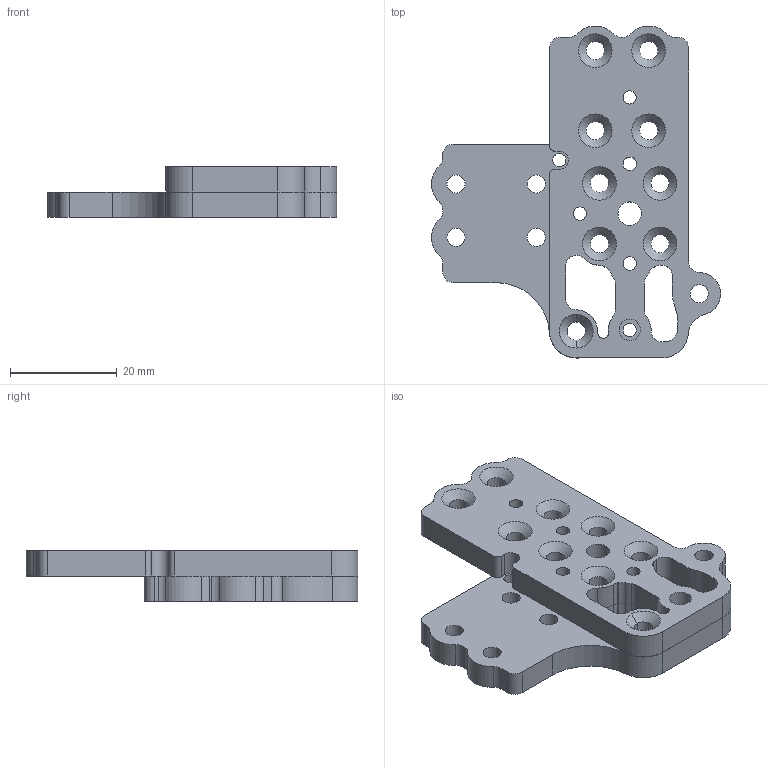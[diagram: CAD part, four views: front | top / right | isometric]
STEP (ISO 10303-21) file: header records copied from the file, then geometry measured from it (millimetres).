
FILE_DESCRIPTION(/* description */ (''),/* implementation_level */ '2;1');
FILE_NAME(/* name */ 'Plateburn_core_MGN9C.step',/* time_stamp */ '2024-04-25T18:57:34-05:00',/* author */ (''),/* organization */ (''),/* preprocessor_version */ 'ST-DEVELOPER v20',/* originating_system */ 'Autodesk Translation Framework v12.20.1.177',/* authorisation */ '');
FILE_SCHEMA (('AUTOMOTIVE_DESIGN { 1 0 10303 214 3 1 1 }'));
Length unit declared in the file: millimetre
Products named in the file (3): core; top plate; bottom plate
Assembly tree (2 placements, depth 2):
  core
    top plate
    bottom plate
Bounding box: 54.1 x 62.1 x 9.5 mm (x, y, z)
Volume: 12229.5 mm3; surface area: 9116.2 mm2
Topology: 2 solids, 2 shells, 163 faces, 460 edges, 301 vertices
Faces by surface type: cylinder 116, plane 30, cone 17
Full cylindrical faces by diameter (mm): 2.5 x6, 3.4 x21, 4 x1, 4.4 x2
Entity records: 5625 total; most frequent: DIRECTION 1043, CARTESIAN_POINT 935, ORIENTED_EDGE 920, EDGE_CURVE 460, AXIS2_PLACEMENT_3D 417, VERTEX_POINT 301, CIRCLE 249, EDGE_LOOP 235
